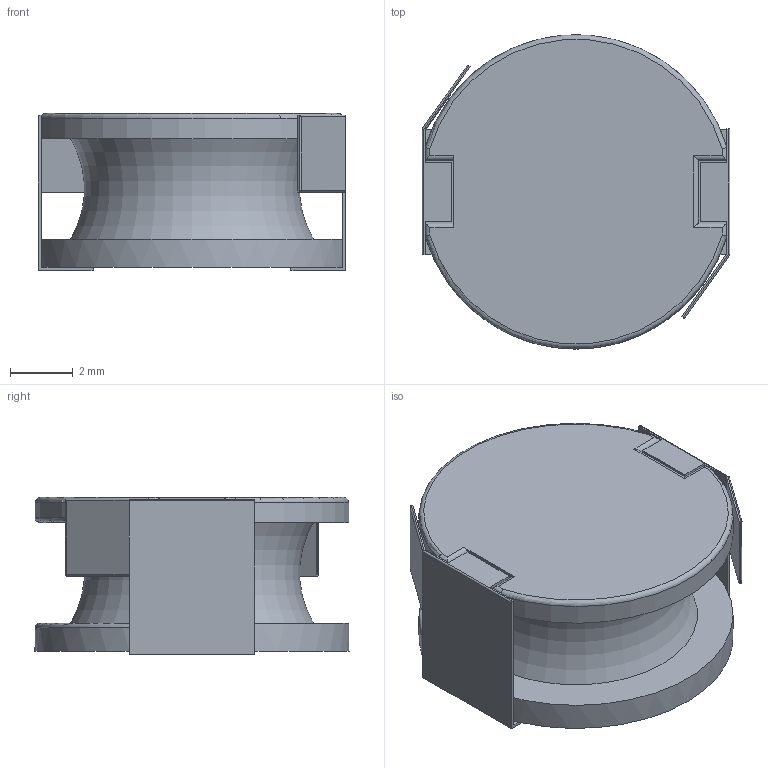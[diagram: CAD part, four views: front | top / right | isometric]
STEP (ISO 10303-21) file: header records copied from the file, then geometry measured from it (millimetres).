
FILE_DESCRIPTION(/* description */ (''),/* implementation_level */ '2;1');
FILE_NAME(/* name */ 'Taiyo Yuden - NR1005.step',/* time_stamp */ '2019-12-03T23:24:37+00:00',/* author */ (''),/* organization */ (''),/* preprocessor_version */ 'ST-DEVELOPER v18',/* originating_system */ 'Autodesk Translation Framework v8.12.0.6',/* authorisation */ '');
FILE_SCHEMA (('AUTOMOTIVE_DESIGN { 1 0 10303 214 3 1 1 }'));
Length unit declared in the file: millimetre
Products named in the file (1): Taiyo Yuden - NR1005
Bounding box: 9.8 x 10 x 5 mm (x, y, z)
Volume: 260.8 mm3; surface area: 451.5 mm2
Topology: 1 solids, 1 shells, 79 faces, 219 edges, 140 vertices
Faces by surface type: plane 52, cylinder 22, torus 5
Entity records: 2667 total; most frequent: CARTESIAN_POINT 539, ORIENTED_EDGE 438, DIRECTION 410, EDGE_CURVE 219, LINE 164, VECTOR 164, VERTEX_POINT 140, AXIS2_PLACEMENT_3D 123
